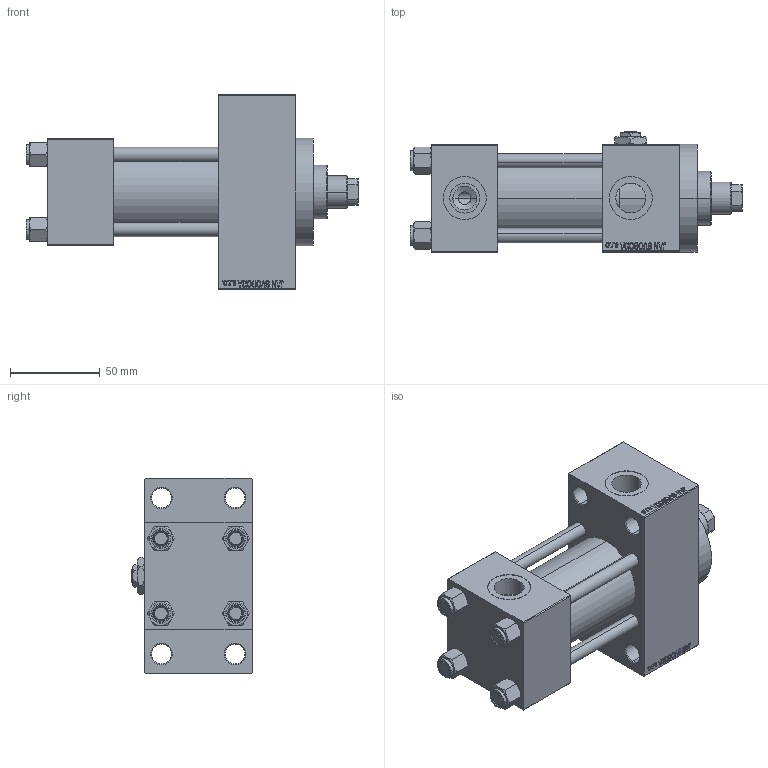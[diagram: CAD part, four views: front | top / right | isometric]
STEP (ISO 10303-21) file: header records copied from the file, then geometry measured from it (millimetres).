
FILE_DESCRIPTION (( 'STEP AP203' ), '1' );
FILE_NAME ('dd9d.STEP', '2025-04-16T10:11:21', ( '' ), ( '' ), 'SwSTEP 2.0', 'SolidWorks 2019', '' );
FILE_SCHEMA (( 'CONFIG_CONTROL_DESIGN' ));
Length unit declared in the file: millimetre
Products named in the file (7): V215_VC_A f61f2250d3cd1f76507ea26d26f74441; V215CR_VCP_D f61f2250d3cd1f76507ea26d26f74441; V215CR_D_Body f61f2250d3cd1f76507ea26d26f74441; V215CR_D_TYCINKA f61f2250d3cd1f76507ea26d26f74441; NUT_M5_D f61f2250d3cd1f76507ea26d26f74441; Zatka_pro_OIL_PORT f61f2250d3cd1f76507ea26d26f74441; dd9d
Assembly tree (12 placements, depth 2):
  dd9d
    V215CR_D_Body f61f2250d3cd1f76507ea26d26f74441
    V215CR_VCP_D f61f2250d3cd1f76507ea26d26f74441
    NUT_M5_D f61f2250d3cd1f76507ea26d26f74441  x4
    V215CR_D_TYCINKA f61f2250d3cd1f76507ea26d26f74441  x4
    V215_VC_A f61f2250d3cd1f76507ea26d26f74441
    Zatka_pro_OIL_PORT f61f2250d3cd1f76507ea26d26f74441
Bounding box: 185 x 67 x 109 mm (x, y, z)
Volume: 512088.7 mm3; surface area: 123458 mm2
Topology: 12 solids, 12 shells, 1152 faces, 2869 edges, 1853 vertices
Faces by surface type: plane 522, bspline 368, cone 162, cylinder 92, torus 8
Entity records: 48967 total; most frequent: CARTESIAN_POINT 25643, ORIENTED_EDGE 5230, DIRECTION 3397, EDGE_CURVE 2615, VERTEX_POINT 1709, LINE 1545, VECTOR 1545, EDGE_LOOP 1166
